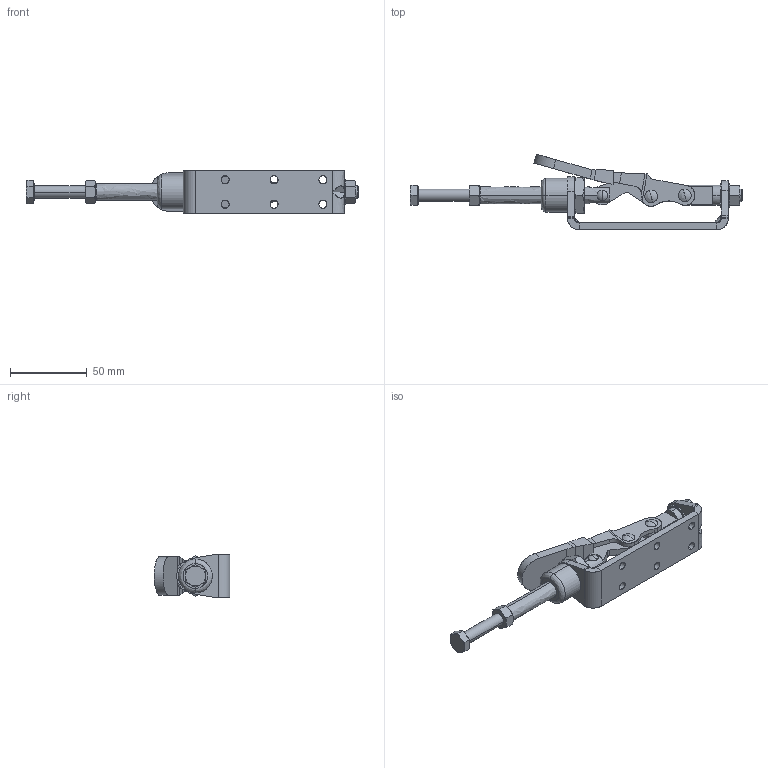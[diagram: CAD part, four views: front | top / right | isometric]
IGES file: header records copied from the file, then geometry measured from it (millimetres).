
Start section: SolidWorks IGES file using analytic representation for surfaces
Global section: file name: 9HGH-30606M(簡化).IGS; native system: SolidWorks 2016; preprocessor: SolidWorks 2016; author: LinWei; date: 201028.085607; units: millimetre
Bounding box: 215.93 x 49.16 x 28.6 mm (x, y, z)
Surface area: 30223.1 mm2 (no closed solid volume)
Topology: 0 solids, 0 shells, 651 faces, 7435 edges, 7424 vertices
Faces by surface type: bspline 371, revolution 280
